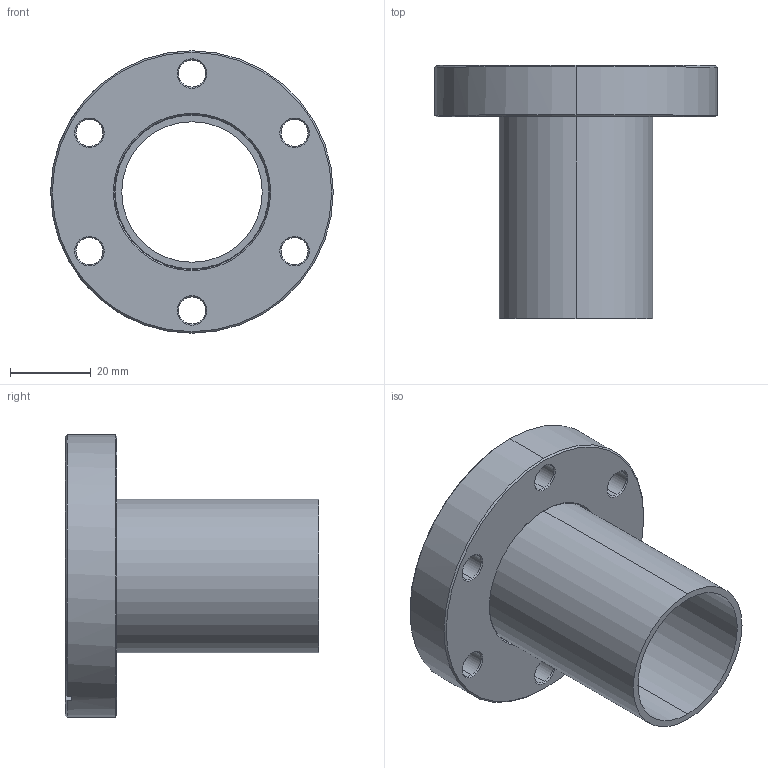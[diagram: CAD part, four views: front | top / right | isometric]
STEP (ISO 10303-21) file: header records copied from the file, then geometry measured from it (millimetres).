
FILE_DESCRIPTION (( 'STEP AP214' ), '1' );
FILE_NAME ('Hositrad_FO35-38-HalfNipple.STEP', '2011-11-02T14:55:40', ( '' ), ( '' ), 'SwSTEP 2.0', 'SolidWorks 2011', '' );
FILE_SCHEMA (( 'AUTOMOTIVE_DESIGN' ));
Length unit declared in the file: millimetre
Products named in the file (3): NW35CF-Weld-38.1; Tube38.1-All_L62,7-5,3; Hositrad_FO35-38-HalfNipple
Assembly tree (2 placements, depth 2):
  Hositrad_FO35-38-HalfNipple
    NW35CF-Weld-38.1
    Tube38.1-All_L62,7-5,3
Bounding box: 70 x 62.7 x 70 mm (x, y, z)
Volume: 42234.8 mm3; surface area: 24807.5 mm2
Topology: 2 solids, 2 shells, 70 faces, 159 edges, 94 vertices
Faces by surface type: cone 37, cylinder 24, plane 9
Entity records: 2108 total; most frequent: DIRECTION 396, CARTESIAN_POINT 334, ORIENTED_EDGE 318, AXIS2_PLACEMENT_3D 164, EDGE_CURVE 159, VERTEX_POINT 94, CIRCLE 89, EDGE_LOOP 87
